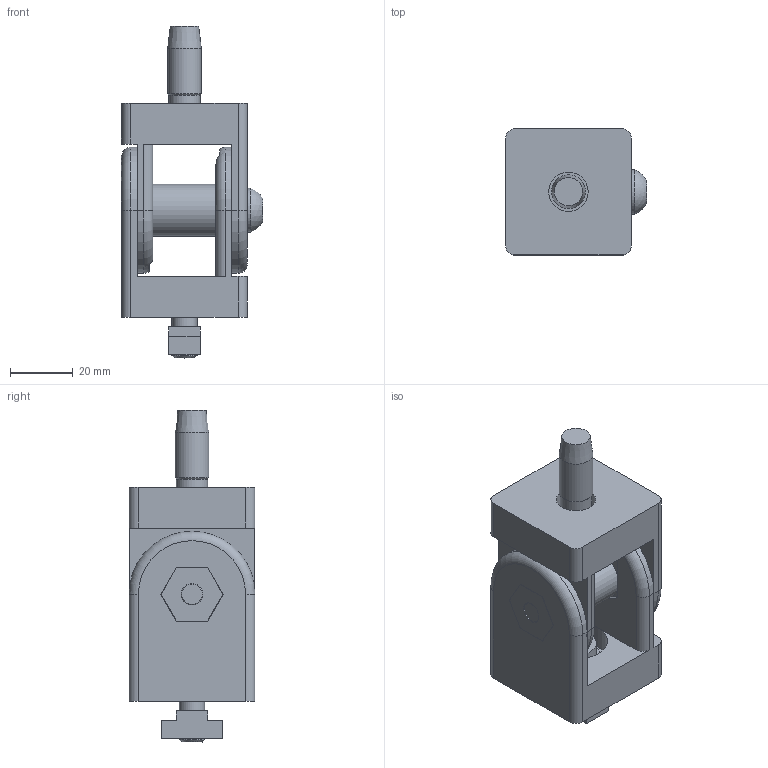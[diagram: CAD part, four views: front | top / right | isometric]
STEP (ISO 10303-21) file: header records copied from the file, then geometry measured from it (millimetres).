
FILE_DESCRIPTION(/* description */ ('JOINT 40X40 SUPPORT'),/* implementation_level */ '2;1');
FILE_NAME(/* name */ '3842543402.stp',/* time_stamp */ '2026-03-17T09:37:39+01:00',/* author */ ('andreas.svensson'),/* organization */ (''),/* preprocessor_version */ 'ST-DEVELOPER v20.1',/* originating_system */ 'Autodesk Inventor 2026',/* authorisation */ '');
FILE_SCHEMA (('AUTOMOTIVE_DESIGN { 1 0 10303 214 3 1 1 }'));
Length unit declared in the file: millimetre
Products named in the file (1): 3842543402
Bounding box: 44.88 x 40 x 105.4 mm (x, y, z)
Volume: 74142.9 mm3; surface area: 25879.4 mm2
Topology: 2 solids, 2 shells, 144 faces, 331 edges, 213 vertices
Faces by surface type: plane 95, cylinder 39, cone 5, torus 4, sphere 1
Full cylindrical faces by diameter (mm): 6.8 x1, 8 x3, 8.2 x1, 8.4 x1, 8.5 x1, 9.9 x1, 10.7 x1, 12.5 x2, 13 x5, 14 x1, 16 x1, 16.5 x2, 19.6 x1, 20 x2
Entity records: 4131 total; most frequent: CARTESIAN_POINT 717, DIRECTION 714, ORIENTED_EDGE 662, EDGE_CURVE 331, AXIS2_PLACEMENT_3D 242, LINE 230, VECTOR 230, VERTEX_POINT 213
